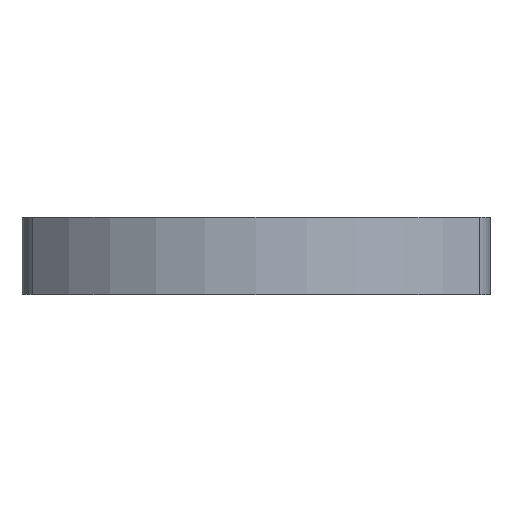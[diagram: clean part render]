
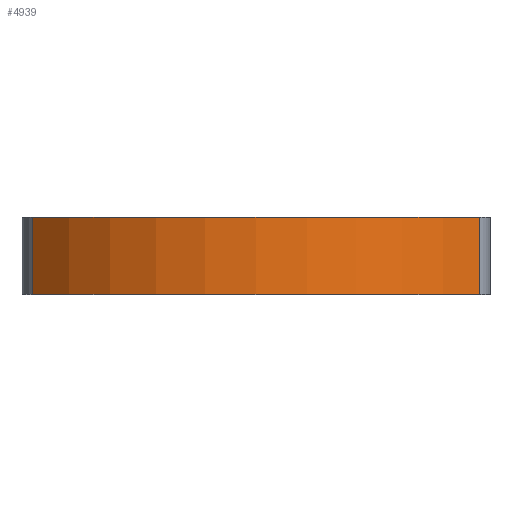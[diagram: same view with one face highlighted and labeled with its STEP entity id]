
A CAD part, top view. The second image highlights one B-rep face of the part: STEP entity #4939.
In plain terms, the highlighted cylindrical face has radius 72.954 mm (diameter 145.908 mm), a partial arc.
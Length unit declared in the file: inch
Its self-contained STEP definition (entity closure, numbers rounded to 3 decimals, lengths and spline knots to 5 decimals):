
#125=CIRCLE('',#5259,2.8722);
#147=CIRCLE('',#5299,2.8722);
#423=FACE_OUTER_BOUND('',#711,.T.);
#711=EDGE_LOOP('',(#4383,#4384,#4385,#4386));
#1401=LINE('',#19730,#1650);
#1402=LINE('',#19734,#1651);
#1650=VECTOR('',#6236,0.3937);
#1651=VECTOR('',#6241,0.3937);
#2113=VERTEX_POINT('',#19598);
#2114=VERTEX_POINT('',#19600);
#2136=VERTEX_POINT('',#19728);
#2137=VERTEX_POINT('',#19732);
#2858=EDGE_CURVE('',#2113,#2114,#125,.T.);
#2895=EDGE_CURVE('',#2136,#2114,#1401,.T.);
#2896=EDGE_CURVE('',#2137,#2136,#147,.T.);
#2897=EDGE_CURVE('',#2137,#2113,#1402,.T.);
#4383=ORIENTED_EDGE('',*,*,#2896,.T.);
#4384=ORIENTED_EDGE('',*,*,#2895,.T.);
#4385=ORIENTED_EDGE('',*,*,#2858,.F.);
#4386=ORIENTED_EDGE('',*,*,#2897,.F.);
#4663=CYLINDRICAL_SURFACE('',#5298,2.8722);
#4939=ADVANCED_FACE('',(#423),#4663,.T.);
#5259=AXIS2_PLACEMENT_3D('',#19601,#6145,#6146);
#5298=AXIS2_PLACEMENT_3D('',#19731,#6237,#6238);
#5299=AXIS2_PLACEMENT_3D('',#19733,#6239,#6240);
#6145=DIRECTION('center_axis',(0.,1.,0.));
#6146=DIRECTION('ref_axis',(-0.758,0.,0.652));
#6236=DIRECTION('',(0.,1.,0.));
#6237=DIRECTION('center_axis',(0.,1.,0.));
#6238=DIRECTION('ref_axis',(-0.758,0.,0.652));
#6239=DIRECTION('center_axis',(0.,1.,0.));
#6240=DIRECTION('ref_axis',(-0.758,0.,0.652));
#6241=DIRECTION('',(0.,1.,0.));
#19598=CARTESIAN_POINT('',(-2.1775,4.,1.37297));
#19600=CARTESIAN_POINT('',(2.1775,4.,1.37297));
#19601=CARTESIAN_POINT('Origin',(0.,4.,-0.5));
#19728=CARTESIAN_POINT('',(2.1775,3.25,1.37297));
#19730=CARTESIAN_POINT('',(2.1775,3.25,1.37297));
#19731=CARTESIAN_POINT('Origin',(0.,3.25,-0.5));
#19732=CARTESIAN_POINT('',(-2.1775,3.25,1.37297));
#19733=CARTESIAN_POINT('Origin',(0.,3.25,-0.5));
#19734=CARTESIAN_POINT('',(-2.1775,3.25,1.37297));
